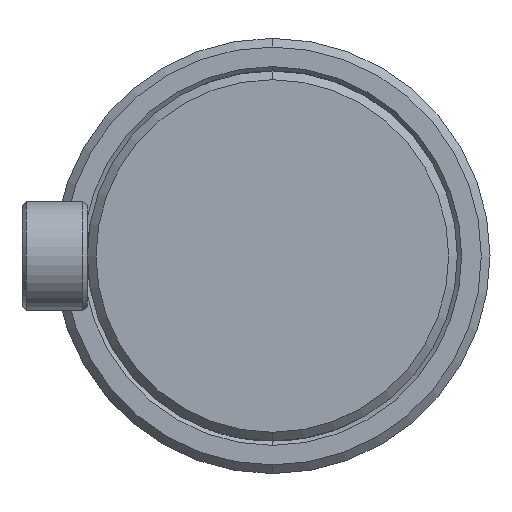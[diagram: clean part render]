
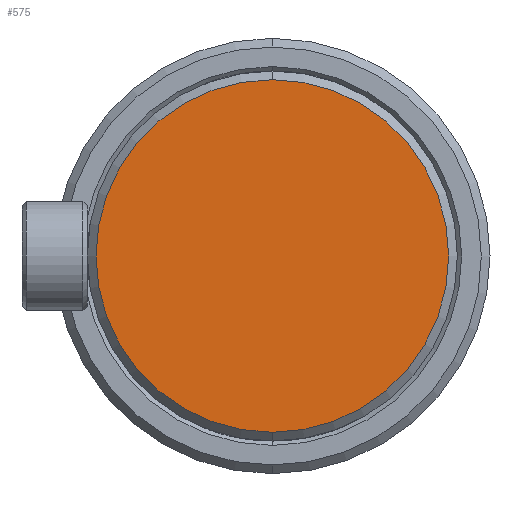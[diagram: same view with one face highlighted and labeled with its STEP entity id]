
A CAD part, left-side view. The second image highlights one B-rep face of the part: STEP entity #575.
In plain terms, the highlighted planar face has unit normal (-1, 0, 0).
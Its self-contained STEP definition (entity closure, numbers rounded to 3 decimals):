
#105 = ORIENTED_EDGE ( 'NONE', *, *, #780, .T. ) ;
#412 = DIRECTION ( 'NONE',  ( 0., 0., -1. ) ) ;
#470 = PLANE ( 'NONE',  #1848 ) ;
#542 = FACE_OUTER_BOUND ( 'NONE', #1460, .T. ) ;
#575 = ADVANCED_FACE ( 'NONE', ( #542 ), #470, .F. ) ;
#708 = VERTEX_POINT ( 'NONE', #2093 ) ;
#780 = EDGE_CURVE ( 'NONE', #708, #2670, #2042, .T. ) ;
#910 = ORIENTED_EDGE ( 'NONE', *, *, #2887, .T. ) ;
#958 = CARTESIAN_POINT ( 'NONE',  ( -58., 0., -40.5 ) ) ;
#1020 = CARTESIAN_POINT ( 'NONE',  ( -58., 0., 0. ) ) ;
#1418 = AXIS2_PLACEMENT_3D ( 'NONE', #1020, #2701, #412 ) ;
#1460 = EDGE_LOOP ( 'NONE', ( #910, #105 ) ) ;
#1509 = DIRECTION ( 'NONE',  ( -1., 0., 0. ) ) ;
#1697 = DIRECTION ( 'NONE',  ( 0., 0., -1. ) ) ;
#1848 = AXIS2_PLACEMENT_3D ( 'NONE', #2645, #2368, #1697 ) ;
#2042 = CIRCLE ( 'NONE', #1418, 40.5 ) ;
#2093 = CARTESIAN_POINT ( 'NONE',  ( -58., 0., 40.5 ) ) ;
#2368 = DIRECTION ( 'NONE',  ( 1., 0., 0. ) ) ;
#2397 = DIRECTION ( 'NONE',  ( 0., 0., -1. ) ) ;
#2645 = CARTESIAN_POINT ( 'NONE',  ( -58., 42.5, 0. ) ) ;
#2670 = VERTEX_POINT ( 'NONE', #958 ) ;
#2701 = DIRECTION ( 'NONE',  ( -1., 0., 0. ) ) ;
#2731 = CIRCLE ( 'NONE', #3084, 40.5 ) ;
#2887 = EDGE_CURVE ( 'NONE', #2670, #708, #2731, .T. ) ;
#2891 = CARTESIAN_POINT ( 'NONE',  ( -58., 0., 0. ) ) ;
#3084 = AXIS2_PLACEMENT_3D ( 'NONE', #2891, #1509, #2397 ) ;
